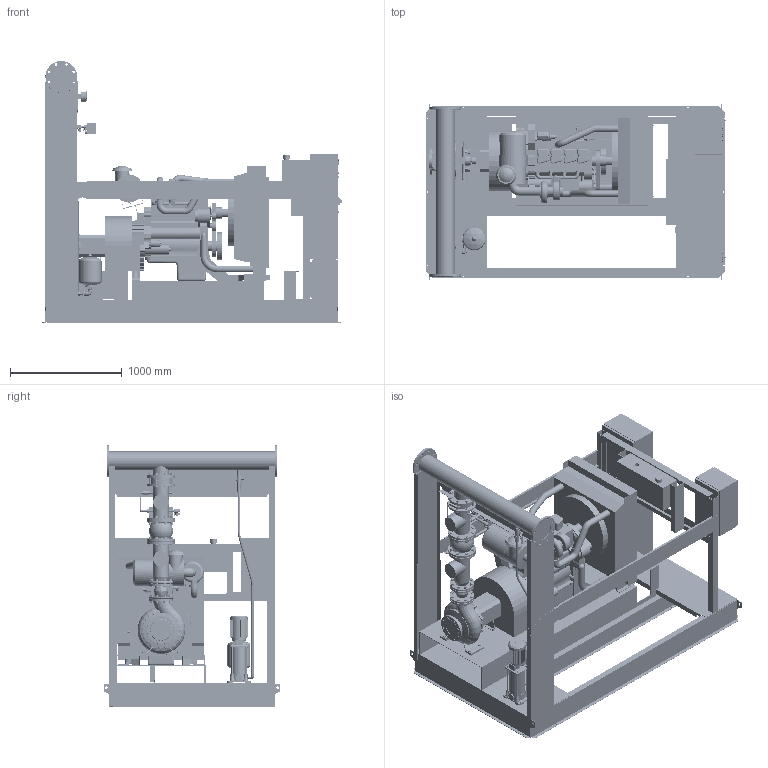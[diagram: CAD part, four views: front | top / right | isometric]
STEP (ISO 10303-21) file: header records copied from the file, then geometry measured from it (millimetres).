
FILE_DESCRIPTION((''),'2;1');
FILE_NAME('3d_Sifire-EN-100_250-269-109_1.1DJ-4183913.stp','2015-05-26T10:17:43',(''),(''),'Mechanical Desktop 2009','Mechanical Desktop 2009',', , ');
FILE_SCHEMA(('CONFIG_CONTROL_DESIGN'));
Length unit declared in the file: millimetre
Products named in the file (1): Product
Bounding box: 2685.5 x 1582 x 2345.5 mm (x, y, z)
Volume: 777152938.7 mm3; surface area: 47284055.7 mm2
Topology: 219 solids, 219 shells, 5632 faces, 13749 edges, 8665 vertices
Faces by surface type: plane 2157, bspline 1451, cylinder 1246, cone 580, torus 168, sphere 30
Full cylindrical faces by diameter (mm): 309 x1
Entity records: 180271 total; most frequent: CARTESIAN_POINT 54006, ORIENTED_EDGE 27426, DIRECTION 24621, EDGE_CURVE 13713, VERTEX_POINT 8664, AXIS2_PLACEMENT_3D 8595, VECTOR 7431, LINE 7431
